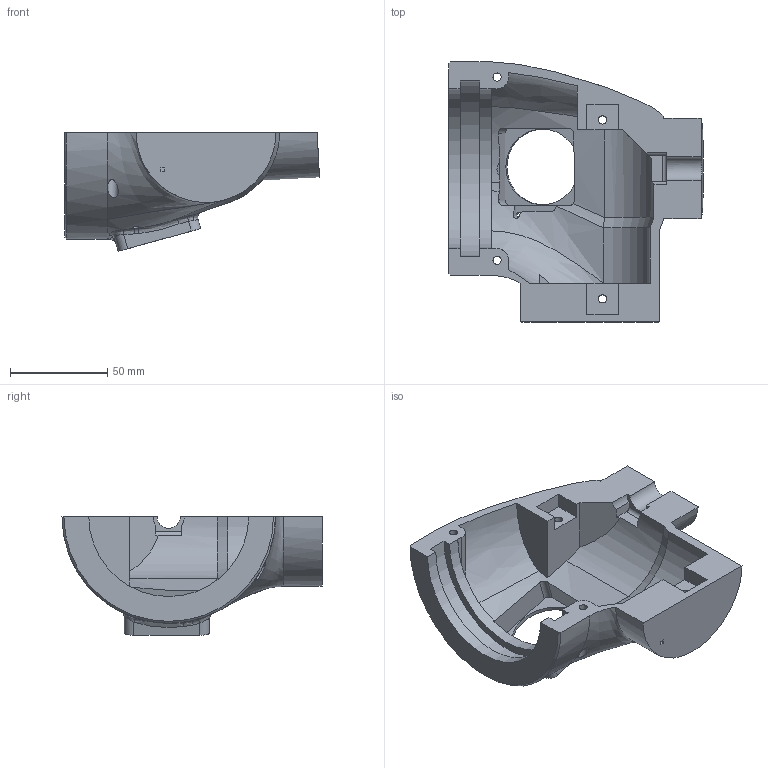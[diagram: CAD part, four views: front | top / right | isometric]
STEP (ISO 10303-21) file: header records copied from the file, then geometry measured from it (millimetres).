
FILE_DESCRIPTION(/* description */ ('STEP AP214'),/* implementation_level */ '2;1');
FILE_NAME(/* name */ '683c50ea4258294a187f3d19',/* time_stamp */ '2025-06-01T13:08:59Z',/* author */ (''),/* organization */ (''),/* preprocessor_version */ 'ST-DEVELOPER v20',/* originating_system */ 'ONSHAPE BY PTC INC, 1.198',/* authorisation */ ' ');
FILE_SCHEMA (('AUTOMOTIVE_DESIGN {1 0 10303 214 3 1 1}'));
Length unit declared in the file: metre
Products named in the file (1): Chest_14
Bounding box: 131.36 x 134 x 61.12 mm (x, y, z)
Volume: 172985.9 mm3; surface area: 53787.6 mm2
Topology: 1 solids, 1 shells, 126 faces, 349 edges, 227 vertices
Faces by surface type: plane 61, cylinder 36, bspline 25, cone 3, sphere 1
Full cylindrical faces by diameter (mm): 3 x1, 4.2 x4, 5.2 x3, 5.5 x1, 39 x1
Entity records: 4953 total; most frequent: CARTESIAN_POINT 1997, ORIENTED_EDGE 668, DIRECTION 495, EDGE_CURVE 334, VERTEX_POINT 222, AXIS2_PLACEMENT_3D 168, LINE 159, VECTOR 159
